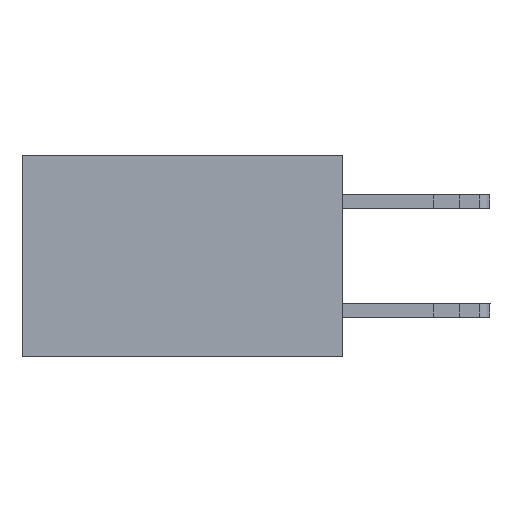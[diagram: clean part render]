
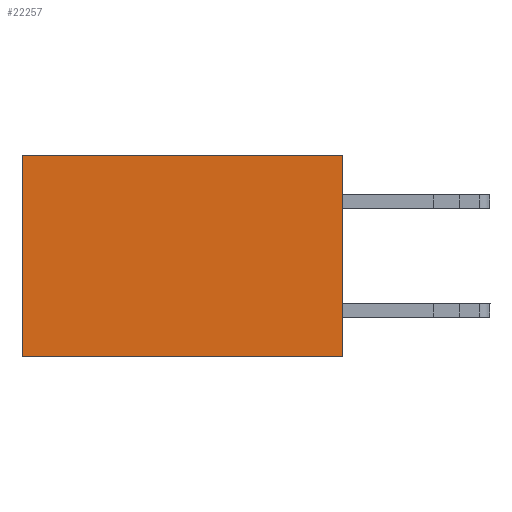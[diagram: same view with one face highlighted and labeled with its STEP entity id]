
A CAD part, left-side view. The second image highlights one B-rep face of the part: STEP entity #22257.
In plain terms, the highlighted planar face has unit normal (-1, 0, 0).
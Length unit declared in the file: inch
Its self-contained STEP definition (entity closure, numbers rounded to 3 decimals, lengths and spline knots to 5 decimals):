
#36 = DIRECTION ( 'NONE',  ( 0., 0., -1. ) ) ;
#161 = VERTEX_POINT ( 'NONE', #11850 ) ;
#242 = ORIENTED_EDGE ( 'NONE', *, *, #8377, .F. ) ;
#812 = EDGE_LOOP ( 'NONE', ( #11218, #20968, #242, #21221 ) ) ;
#1780 = CARTESIAN_POINT ( 'NONE',  ( 0.277, 0.59, -0.37 ) ) ;
#2288 = EDGE_CURVE ( 'NONE', #5528, #17094, #4385, .T. ) ;
#2347 = CARTESIAN_POINT ( 'NONE',  ( 0.277, 0., -0.37 ) ) ;
#3263 = CARTESIAN_POINT ( 'NONE',  ( 0.277, 0., 0. ) ) ;
#4213 = EDGE_CURVE ( 'NONE', #161, #5528, #19786, .T. ) ;
#4385 = LINE ( 'NONE', #1780, #9718 ) ;
#4414 = DIRECTION ( 'NONE',  ( 0., 0., -1. ) ) ;
#4896 = CARTESIAN_POINT ( 'NONE',  ( 0.277, 0.59, -0.37 ) ) ;
#5528 = VERTEX_POINT ( 'NONE', #11935 ) ;
#6087 = LINE ( 'NONE', #15025, #12715 ) ;
#6221 = DIRECTION ( 'NONE',  ( 0., 1., 0. ) ) ;
#7208 = FACE_OUTER_BOUND ( 'NONE', #812, .T. ) ;
#7798 = EDGE_CURVE ( 'NONE', #12903, #17094, #21834, .T. ) ;
#8377 = EDGE_CURVE ( 'NONE', #161, #12903, #6087, .T. ) ;
#9718 = VECTOR ( 'NONE', #36, 39.37008 ) ;
#11218 = ORIENTED_EDGE ( 'NONE', *, *, #2288, .T. ) ;
#11850 = CARTESIAN_POINT ( 'NONE',  ( 0.277, 0., 0. ) ) ;
#11935 = CARTESIAN_POINT ( 'NONE',  ( 0.277, 0.59, 0. ) ) ;
#12715 = VECTOR ( 'NONE', #14971, 39.37008 ) ;
#12903 = VERTEX_POINT ( 'NONE', #25303 ) ;
#14481 = PLANE ( 'NONE',  #16445 ) ;
#14971 = DIRECTION ( 'NONE',  ( 0., 0., -1. ) ) ;
#15025 = CARTESIAN_POINT ( 'NONE',  ( 0.277, 0., -0.37 ) ) ;
#16445 = AXIS2_PLACEMENT_3D ( 'NONE', #2347, #16533, #4414 ) ;
#16533 = DIRECTION ( 'NONE',  ( 1., 0., 0. ) ) ;
#17094 = VERTEX_POINT ( 'NONE', #4896 ) ;
#19335 = VECTOR ( 'NONE', #21309, 39.37008 ) ;
#19786 = LINE ( 'NONE', #3263, #24487 ) ;
#20968 = ORIENTED_EDGE ( 'NONE', *, *, #7798, .F. ) ;
#21221 = ORIENTED_EDGE ( 'NONE', *, *, #4213, .T. ) ;
#21309 = DIRECTION ( 'NONE',  ( 0., 1., 0. ) ) ;
#21834 = LINE ( 'NONE', #22706, #19335 ) ;
#22257 = ADVANCED_FACE ( 'NONE', ( #7208 ), #14481, .F. ) ;
#22706 = CARTESIAN_POINT ( 'NONE',  ( 0.277, 0., -0.37 ) ) ;
#24487 = VECTOR ( 'NONE', #6221, 39.37008 ) ;
#25303 = CARTESIAN_POINT ( 'NONE',  ( 0.277, 0., -0.37 ) ) ;
